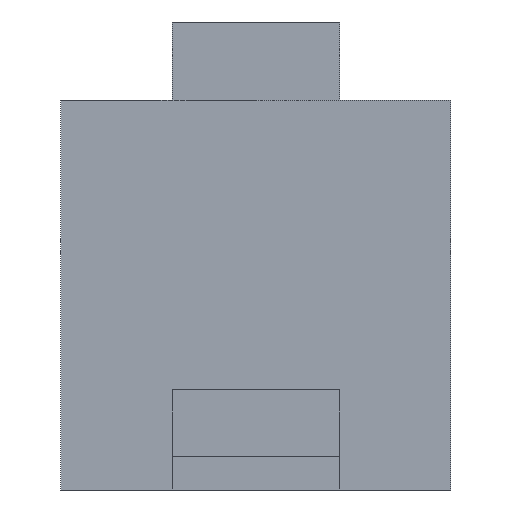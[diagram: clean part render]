
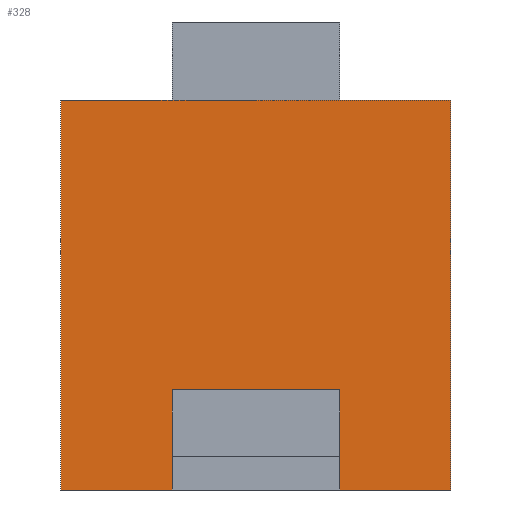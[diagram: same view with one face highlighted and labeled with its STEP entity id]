
A CAD part, left-side view. The second image highlights one B-rep face of the part: STEP entity #328.
In plain terms, the highlighted planar face has unit normal (-1, 0, 0).
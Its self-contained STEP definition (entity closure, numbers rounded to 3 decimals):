
#20 = VECTOR ( 'NONE', #647, 1000. ) ;
#33 = ORIENTED_EDGE ( 'NONE', *, *, #194, .F. ) ;
#45 = ORIENTED_EDGE ( 'NONE', *, *, #478, .F. ) ;
#80 = CARTESIAN_POINT ( 'NONE',  ( -3., -1.75, 0. ) ) ;
#97 = EDGE_CURVE ( 'NONE', #610, #782, #201, .T. ) ;
#111 = EDGE_CURVE ( 'NONE', #536, #152, #615, .T. ) ;
#130 = LINE ( 'NONE', #751, #336 ) ;
#137 = LINE ( 'NONE', #80, #293 ) ;
#143 = CARTESIAN_POINT ( 'NONE',  ( -3., -1.75, 3.5 ) ) ;
#149 = CARTESIAN_POINT ( 'NONE',  ( -3., 1.75, 3.5 ) ) ;
#151 = DIRECTION ( 'NONE',  ( 0., 0., -1. ) ) ;
#152 = VERTEX_POINT ( 'NONE', #597 ) ;
#187 = ORIENTED_EDGE ( 'NONE', *, *, #825, .T. ) ;
#194 = EDGE_CURVE ( 'NONE', #152, #397, #794, .T. ) ;
#201 = LINE ( 'NONE', #410, #824 ) ;
#212 = ORIENTED_EDGE ( 'NONE', *, *, #721, .F. ) ;
#223 = CARTESIAN_POINT ( 'NONE',  ( -3., 0.75, 0. ) ) ;
#237 = VECTOR ( 'NONE', #283, 1000. ) ;
#274 = DIRECTION ( 'NONE',  ( 0., 0., 1. ) ) ;
#283 = DIRECTION ( 'NONE',  ( 0., 0., -1. ) ) ;
#291 = LINE ( 'NONE', #413, #812 ) ;
#293 = VECTOR ( 'NONE', #353, 1000. ) ;
#328 = ADVANCED_FACE ( 'NONE', ( #545 ), #477, .F. ) ;
#330 = CARTESIAN_POINT ( 'NONE',  ( -3., -1.75, 3.5 ) ) ;
#336 = VECTOR ( 'NONE', #828, 1000. ) ;
#353 = DIRECTION ( 'NONE',  ( 0., -1., 0. ) ) ;
#356 = CARTESIAN_POINT ( 'NONE',  ( -3., 0.75, 0. ) ) ;
#387 = CARTESIAN_POINT ( 'NONE',  ( -3., -0.75, 0. ) ) ;
#397 = VERTEX_POINT ( 'NONE', #711 ) ;
#406 = VERTEX_POINT ( 'NONE', #356 ) ;
#410 = CARTESIAN_POINT ( 'NONE',  ( -3., -0.75, 0. ) ) ;
#413 = CARTESIAN_POINT ( 'NONE',  ( -3., -1.75, 0. ) ) ;
#421 = LINE ( 'NONE', #223, #20 ) ;
#429 = ORIENTED_EDGE ( 'NONE', *, *, #438, .T. ) ;
#431 = CARTESIAN_POINT ( 'NONE',  ( -3., 1.75, 0. ) ) ;
#438 = EDGE_CURVE ( 'NONE', #610, #397, #137, .T. ) ;
#441 = VERTEX_POINT ( 'NONE', #431 ) ;
#452 = EDGE_CURVE ( 'NONE', #441, #406, #291, .T. ) ;
#463 = ORIENTED_EDGE ( 'NONE', *, *, #97, .F. ) ;
#469 = DIRECTION ( 'NONE',  ( 1., 0., 0. ) ) ;
#477 = PLANE ( 'NONE',  #864 ) ;
#478 = EDGE_CURVE ( 'NONE', #790, #406, #421, .T. ) ;
#483 = VECTOR ( 'NONE', #151, 1000. ) ;
#533 = ORIENTED_EDGE ( 'NONE', *, *, #452, .T. ) ;
#535 = DIRECTION ( 'NONE',  ( 0., 0., -1. ) ) ;
#536 = VERTEX_POINT ( 'NONE', #584 ) ;
#545 = FACE_OUTER_BOUND ( 'NONE', #687, .T. ) ;
#559 = CARTESIAN_POINT ( 'NONE',  ( -3., -0.75, 0.9 ) ) ;
#569 = LINE ( 'NONE', #149, #237 ) ;
#584 = CARTESIAN_POINT ( 'NONE',  ( -3., 1.75, 3.5 ) ) ;
#597 = CARTESIAN_POINT ( 'NONE',  ( -3., -1.75, 3.5 ) ) ;
#610 = VERTEX_POINT ( 'NONE', #387 ) ;
#615 = LINE ( 'NONE', #330, #677 ) ;
#647 = DIRECTION ( 'NONE',  ( 0., 0., -1. ) ) ;
#677 = VECTOR ( 'NONE', #764, 1000. ) ;
#687 = EDGE_LOOP ( 'NONE', ( #212, #463, #429, #33, #713, #187, #533, #45 ) ) ;
#699 = DIRECTION ( 'NONE',  ( 0., -1., 0. ) ) ;
#711 = CARTESIAN_POINT ( 'NONE',  ( -3., -1.75, 0. ) ) ;
#713 = ORIENTED_EDGE ( 'NONE', *, *, #111, .F. ) ;
#721 = EDGE_CURVE ( 'NONE', #782, #790, #130, .T. ) ;
#751 = CARTESIAN_POINT ( 'NONE',  ( -3., -0.75, 0.9 ) ) ;
#764 = DIRECTION ( 'NONE',  ( 0., -1., 0. ) ) ;
#782 = VERTEX_POINT ( 'NONE', #559 ) ;
#790 = VERTEX_POINT ( 'NONE', #905 ) ;
#794 = LINE ( 'NONE', #143, #483 ) ;
#812 = VECTOR ( 'NONE', #699, 1000. ) ;
#824 = VECTOR ( 'NONE', #274, 1000. ) ;
#825 = EDGE_CURVE ( 'NONE', #536, #441, #569, .T. ) ;
#828 = DIRECTION ( 'NONE',  ( 0., 1., 0. ) ) ;
#864 = AXIS2_PLACEMENT_3D ( 'NONE', #886, #469, #535 ) ;
#886 = CARTESIAN_POINT ( 'NONE',  ( -3., -1.75, 3.5 ) ) ;
#905 = CARTESIAN_POINT ( 'NONE',  ( -3., 0.75, 0.9 ) ) ;
